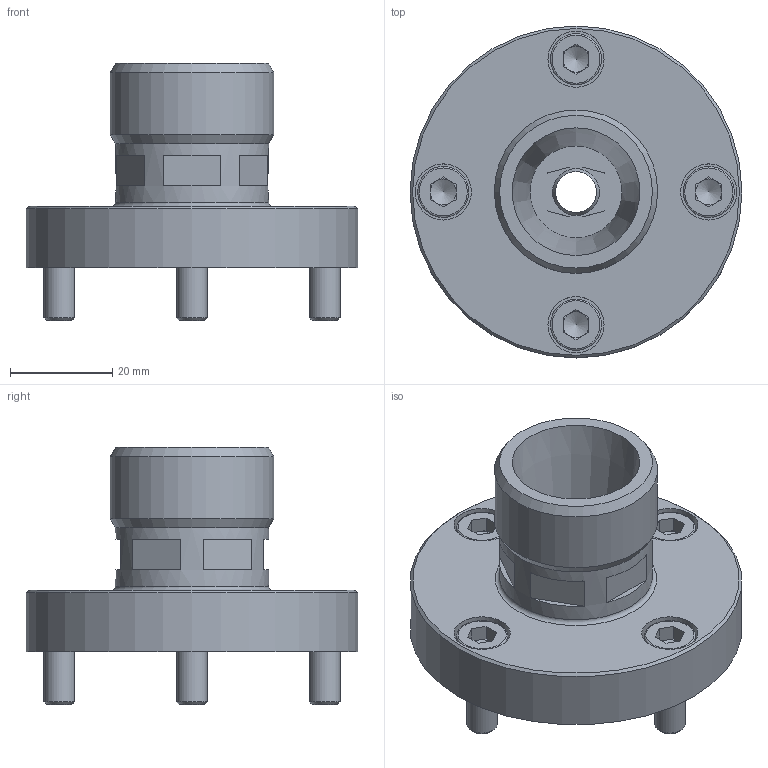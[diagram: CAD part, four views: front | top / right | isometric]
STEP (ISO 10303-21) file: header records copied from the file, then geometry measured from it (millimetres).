
FILE_DESCRIPTION (( 'STEP AP214' ), '1' );
FILE_NAME ('UC-ER25E-P.STEP', '2020-09-04T08:41:07', ( '' ), ( '' ), 'SwSTEP 2.0', 'SolidWorks 2016', '' );
FILE_SCHEMA (( 'AUTOMOTIVE_DESIGN' ));
Length unit declared in the file: millimetre
Products named in the file (1): UC-ER25E-P
Bounding box: 65 x 65 x 50.4 mm (x, y, z)
Surface area: 16627.7 mm2 (no closed solid volume)
Topology: 0 solids, 13 shells, 111 faces, 279 edges, 179 vertices
Faces by surface type: plane 72, cylinder 21, cone 13, torus 5
Full cylindrical faces by diameter (mm): 6 x4, 6.6 x4, 8 x1, 10 x4, 11 x4, 30 x1, 32 x1, 40 x1, 65 x1
Entity records: 4232 total; most frequent: DIRECTION 544, CARTESIAN_POINT 508, ORIENTED_EDGE 398, EDGE_CURVE 228, AXIS2_PLACEMENT_3D 204, EDGE_LOOP 168, VERTEX_POINT 168, FACE_OUTER_BOUND 137
